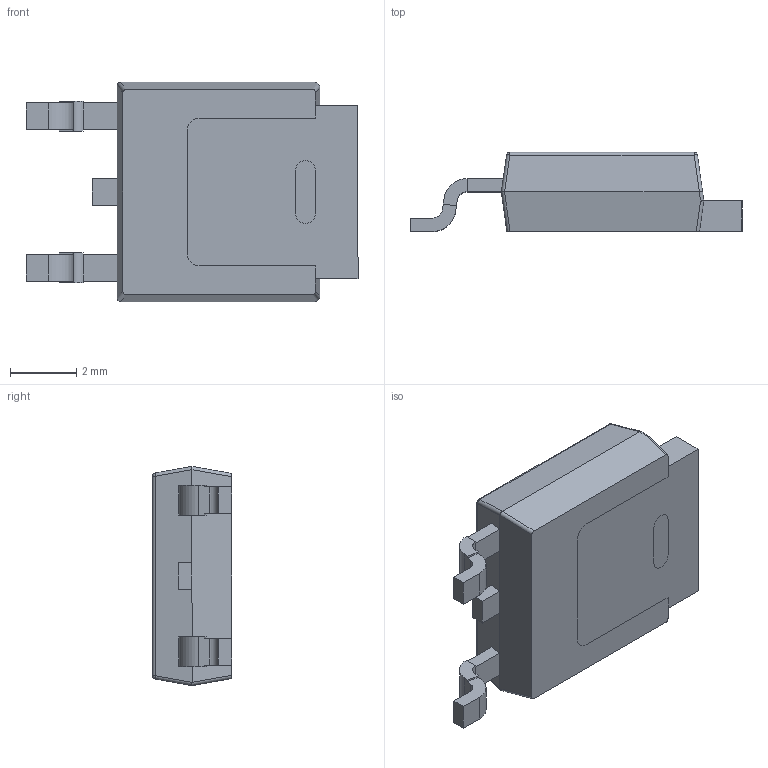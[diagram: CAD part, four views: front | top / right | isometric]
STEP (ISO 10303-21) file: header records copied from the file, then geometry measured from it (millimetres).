
FILE_DESCRIPTION (( 'STEP AP214' ), '1' );
FILE_NAME ('MJD31CAJ.STEP', '2023-09-13T13:34:00', ( '' ), ( '' ), 'SwSTEP 2.0', 'SolidWorks 2022', '' );
FILE_SCHEMA (( 'AUTOMOTIVE_DESIGN' ));
Length unit declared in the file: millimetre
Products named in the file (6): SOT428C_1_4; MJD31CAJ; SOT428C_1_3; SOT428C_1_5; SOT428C_1; SOT428C_1_2
Assembly tree (5 placements, depth 2):
  MJD31CAJ
    SOT428C_1
    SOT428C_1_4
    SOT428C_1_2
    SOT428C_1_5
    SOT428C_1_3
Bounding box: 10 x 2.38 x 6.6 mm (x, y, z)
Volume: 98.6 mm3; surface area: 231.2 mm2
Topology: 5 solids, 5 shells, 111 faces, 271 edges, 172 vertices
Faces by surface type: plane 77, cylinder 30, sphere 4
Entity records: 3954 total; most frequent: CARTESIAN_POINT 620, ORIENTED_EDGE 542, DIRECTION 537, EDGE_CURVE 271, LINE 211, VECTOR 211, VERTEX_POINT 172, AXIS2_PLACEMENT_3D 163
